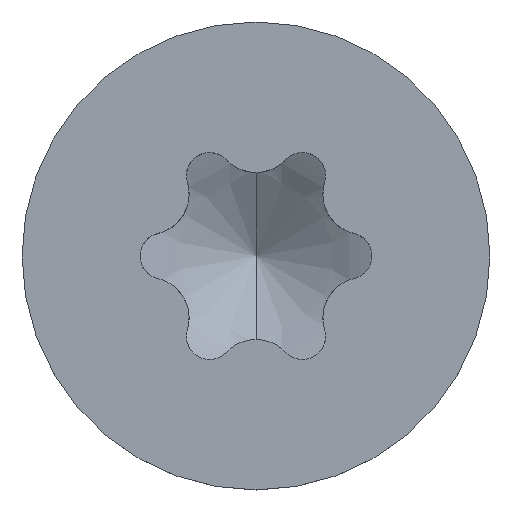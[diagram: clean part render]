
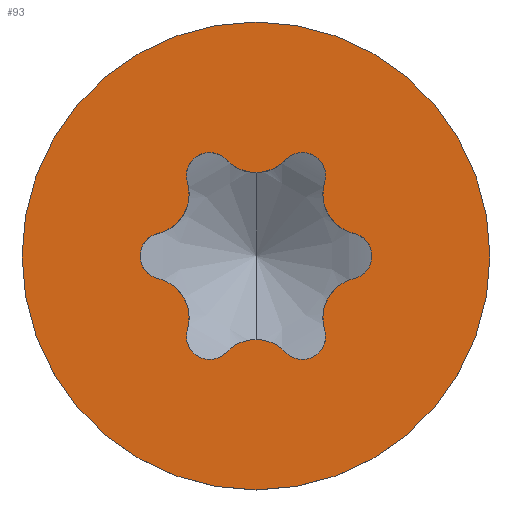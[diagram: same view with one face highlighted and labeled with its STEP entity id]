
A CAD part, top view. The second image highlights one B-rep face of the part: STEP entity #93.
In plain terms, the highlighted planar face has unit normal (0, 0, 1).
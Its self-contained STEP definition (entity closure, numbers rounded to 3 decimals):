
#93=ADVANCED_FACE('',(#196,#197),#198,.F.);
#196=FACE_OUTER_BOUND('',#307,.T.);
#197=FACE_BOUND('',#308,.T.);
#198=PLANE('',#309);
#307=EDGE_LOOP('',(#524,#525));
#308=EDGE_LOOP('',(#526,#527,#528,#529,#530,#531,#532,#533,#534,#535,#536,#537,#538,#539,#540,#541,#542,#543));
#309=AXIS2_PLACEMENT_3D('',#544,#545,#546);
#524=ORIENTED_EDGE('',*,*,#702,.F.);
#525=ORIENTED_EDGE('',*,*,#768,.F.);
#526=ORIENTED_EDGE('',*,*,#686,.F.);
#527=ORIENTED_EDGE('',*,*,#769,.F.);
#528=ORIENTED_EDGE('',*,*,#692,.F.);
#529=ORIENTED_EDGE('',*,*,#770,.T.);
#530=ORIENTED_EDGE('',*,*,#681,.T.);
#531=ORIENTED_EDGE('',*,*,#771,.F.);
#532=ORIENTED_EDGE('',*,*,#745,.T.);
#533=ORIENTED_EDGE('',*,*,#772,.F.);
#534=ORIENTED_EDGE('',*,*,#710,.T.);
#535=ORIENTED_EDGE('',*,*,#763,.T.);
#536=ORIENTED_EDGE('',*,*,#715,.F.);
#537=ORIENTED_EDGE('',*,*,#761,.F.);
#538=ORIENTED_EDGE('',*,*,#705,.F.);
#539=ORIENTED_EDGE('',*,*,#766,.F.);
#540=ORIENTED_EDGE('',*,*,#773,.F.);
#541=ORIENTED_EDGE('',*,*,#774,.F.);
#542=ORIENTED_EDGE('',*,*,#775,.F.);
#543=ORIENTED_EDGE('',*,*,#776,.F.);
#544=CARTESIAN_POINT('',(5.65,5.631,12.0));
#545=DIRECTION('',(0.,0.,-1.0));
#546=DIRECTION('',(1.0,0.,0.0));
#681=EDGE_CURVE('',#804,#808,#810,.T.);
#686=EDGE_CURVE('',#817,#813,#819,.T.);
#692=EDGE_CURVE('',#828,#822,#830,.T.);
#702=EDGE_CURVE('',#844,#841,#846,.T.);
#705=EDGE_CURVE('',#848,#851,#852,.T.);
#710=EDGE_CURVE('',#860,#857,#861,.T.);
#715=EDGE_CURVE('',#866,#869,#870,.T.);
#745=EDGE_CURVE('',#919,#917,#920,.T.);
#761=EDGE_CURVE('',#851,#866,#941,.T.);
#763=EDGE_CURVE('',#857,#869,#943,.T.);
#766=EDGE_CURVE('',#945,#848,#947,.T.);
#768=EDGE_CURVE('',#841,#844,#949,.T.);
#769=EDGE_CURVE('',#822,#817,#950,.T.);
#770=EDGE_CURVE('',#828,#804,#951,.T.);
#771=EDGE_CURVE('',#919,#808,#952,.T.);
#772=EDGE_CURVE('',#860,#917,#953,.T.);
#773=EDGE_CURVE('',#954,#945,#955,.T.);
#774=EDGE_CURVE('',#956,#954,#957,.T.);
#775=EDGE_CURVE('',#958,#956,#959,.T.);
#776=EDGE_CURVE('',#813,#958,#960,.T.);
#804=VERTEX_POINT('',#988);
#808=VERTEX_POINT('',#1020);
#810=CIRCLE('',#1023,0.56);
#813=VERTEX_POINT('',#1026);
#817=VERTEX_POINT('',#1058);
#819=CIRCLE('',#1061,0.56);
#822=VERTEX_POINT('',#1064);
#828=VERTEX_POINT('',#1074);
#830=CIRCLE('',#1077,0.98);
#841=VERTEX_POINT('',#1090);
#844=VERTEX_POINT('',#1094);
#846=CIRCLE('',#1097,5.65);
#848=VERTEX_POINT('',#1099);
#851=VERTEX_POINT('',#1103);
#852=CIRCLE('',#1104,0.56);
#857=VERTEX_POINT('',#1137);
#860=VERTEX_POINT('',#1141);
#861=CIRCLE('',#1142,0.56);
#866=VERTEX_POINT('',#1175);
#869=VERTEX_POINT('',#1179);
#870=CIRCLE('',#1180,0.98);
#917=VERTEX_POINT('',#1334);
#919=VERTEX_POINT('',#1337);
#920=CIRCLE('',#1338,0.56);
#941=CIRCLE('',#1453,0.98);
#943=CIRCLE('',#1455,0.56);
#945=VERTEX_POINT('',#1457);
#947=CIRCLE('',#1460,0.56);
#949=CIRCLE('',#1462,5.65);
#950=CIRCLE('',#1463,0.98);
#951=CIRCLE('',#1464,0.56);
#952=CIRCLE('',#1465,0.98);
#953=CIRCLE('',#1466,0.98);
#954=VERTEX_POINT('',#1467);
#955=CIRCLE('',#1468,0.98);
#956=VERTEX_POINT('',#1469);
#957=CIRCLE('',#1470,0.56);
#958=VERTEX_POINT('',#1471);
#959=CIRCLE('',#1472,0.98);
#960=CIRCLE('',#1473,0.56);
#988=CARTESIAN_POINT('',(4.53,3.131,12.0));
#1020=CARTESIAN_POINT('',(3.994,3.851,12.0));
#1023=AXIS2_PLACEMENT_3D('',#1504,#1505,#1506);
#1026=CARTESIAN_POINT('',(6.77,3.131,12.0));
#1058=CARTESIAN_POINT('',(6.363,3.306,12.0));
#1061=AXIS2_PLACEMENT_3D('',#1509,#1510,#1511);
#1064=CARTESIAN_POINT('',(5.65,3.614,12.0));
#1074=CARTESIAN_POINT('',(4.937,3.306,12.0));
#1077=AXIS2_PLACEMENT_3D('',#1517,#1518,#1519);
#1090=CARTESIAN_POINT('',(11.3,5.631,12.0));
#1094=CARTESIAN_POINT('',(0.0,5.631,12.0));
#1097=AXIS2_PLACEMENT_3D('',#1533,#1534,#1535);
#1099=CARTESIAN_POINT('',(6.77,8.131,12.0));
#1103=CARTESIAN_POINT('',(6.363,7.955,12.0));
#1104=AXIS2_PLACEMENT_3D('',#1537,#1538,#1539);
#1137=CARTESIAN_POINT('',(4.53,8.131,12.0));
#1141=CARTESIAN_POINT('',(3.994,7.41,12.0));
#1142=AXIS2_PLACEMENT_3D('',#1542,#1543,#1544);
#1175=CARTESIAN_POINT('',(5.65,7.648,12.0));
#1179=CARTESIAN_POINT('',(4.937,7.955,12.0));
#1180=AXIS2_PLACEMENT_3D('',#1547,#1548,#1549);
#1334=CARTESIAN_POINT('',(3.281,6.176,12.0));
#1337=CARTESIAN_POINT('',(3.281,5.086,12.0));
#1338=AXIS2_PLACEMENT_3D('',#1580,#1581,#1582);
#1453=AXIS2_PLACEMENT_3D('',#1599,#1600,#1601);
#1455=AXIS2_PLACEMENT_3D('',#1602,#1603,#1604);
#1457=CARTESIAN_POINT('',(7.306,7.41,12.0));
#1460=AXIS2_PLACEMENT_3D('',#1606,#1607,#1608);
#1462=AXIS2_PLACEMENT_3D('',#1609,#1610,#1611);
#1463=AXIS2_PLACEMENT_3D('',#1612,#1613,#1614);
#1464=AXIS2_PLACEMENT_3D('',#1615,#1616,#1617);
#1465=AXIS2_PLACEMENT_3D('',#1618,#1619,#1620);
#1466=AXIS2_PLACEMENT_3D('',#1621,#1622,#1623);
#1467=CARTESIAN_POINT('',(8.019,6.176,12.0));
#1468=AXIS2_PLACEMENT_3D('',#1624,#1625,#1626);
#1469=CARTESIAN_POINT('',(8.019,5.086,12.0));
#1470=AXIS2_PLACEMENT_3D('',#1627,#1628,#1629);
#1471=CARTESIAN_POINT('',(7.306,3.851,12.0));
#1472=AXIS2_PLACEMENT_3D('',#1630,#1631,#1632);
#1473=AXIS2_PLACEMENT_3D('',#1633,#1634,#1635);
#1504=CARTESIAN_POINT('',(4.53,3.691,12.0));
#1505=DIRECTION('',(0.0,0.0,-1.0));
#1506=DIRECTION('',(-1.0,0.0,0.0));
#1509=CARTESIAN_POINT('',(6.77,3.691,12.0));
#1510=DIRECTION('',(0.0,0.0,1.0));
#1511=DIRECTION('',(-1.0,0.0,0.0));
#1517=CARTESIAN_POINT('',(5.65,2.634,12.0));
#1518=DIRECTION('',(0.0,0.0,-1.0));
#1519=DIRECTION('',(-1.0,0.0,0.0));
#1533=CARTESIAN_POINT('',(5.65,5.631,12.0));
#1534=DIRECTION('',(0.0,0.0,-1.0));
#1535=DIRECTION('',(-1.0,0.0,0.0));
#1537=CARTESIAN_POINT('',(6.77,7.571,12.0));
#1538=DIRECTION('',(0.0,0.0,1.0));
#1539=DIRECTION('',(-1.0,0.0,0.0));
#1542=CARTESIAN_POINT('',(4.53,7.571,12.0));
#1543=DIRECTION('',(0.0,0.0,-1.0));
#1544=DIRECTION('',(-1.0,0.0,0.0));
#1547=CARTESIAN_POINT('',(5.65,8.628,12.0));
#1548=DIRECTION('',(0.0,0.0,-1.0));
#1549=DIRECTION('',(-1.0,0.0,0.0));
#1580=CARTESIAN_POINT('',(3.41,5.631,12.0));
#1581=DIRECTION('',(0.0,0.0,-1.0));
#1582=DIRECTION('',(-1.0,0.0,0.0));
#1599=CARTESIAN_POINT('',(5.65,8.628,12.0));
#1600=DIRECTION('',(0.0,0.0,-1.0));
#1601=DIRECTION('',(-1.0,0.0,0.0));
#1602=CARTESIAN_POINT('',(4.53,7.571,12.0));
#1603=DIRECTION('',(0.0,0.0,-1.0));
#1604=DIRECTION('',(-1.0,0.0,0.0));
#1606=CARTESIAN_POINT('',(6.77,7.571,12.0));
#1607=DIRECTION('',(0.0,0.0,1.0));
#1608=DIRECTION('',(-1.0,0.0,0.0));
#1609=CARTESIAN_POINT('',(5.65,5.631,12.0));
#1610=DIRECTION('',(0.0,0.0,-1.0));
#1611=DIRECTION('',(-1.0,0.0,0.0));
#1612=CARTESIAN_POINT('',(5.65,2.634,12.0));
#1613=DIRECTION('',(0.0,0.0,-1.0));
#1614=DIRECTION('',(-1.0,0.0,0.0));
#1615=CARTESIAN_POINT('',(4.53,3.691,12.0));
#1616=DIRECTION('',(0.0,0.0,-1.0));
#1617=DIRECTION('',(-1.0,0.0,0.0));
#1618=CARTESIAN_POINT('',(3.055,4.132,12.0));
#1619=DIRECTION('',(0.0,0.0,-1.0));
#1620=DIRECTION('',(-1.0,0.0,0.0));
#1621=CARTESIAN_POINT('',(3.055,7.129,12.0));
#1622=DIRECTION('',(0.0,0.0,-1.0));
#1623=DIRECTION('',(-1.0,0.0,0.0));
#1624=CARTESIAN_POINT('',(8.245,7.129,12.0));
#1625=DIRECTION('',(0.0,0.0,-1.0));
#1626=DIRECTION('',(-1.0,0.0,0.0));
#1627=CARTESIAN_POINT('',(7.89,5.631,12.0));
#1628=DIRECTION('',(0.0,0.0,1.0));
#1629=DIRECTION('',(-1.0,0.0,0.0));
#1630=CARTESIAN_POINT('',(8.245,4.132,12.0));
#1631=DIRECTION('',(0.0,0.0,-1.0));
#1632=DIRECTION('',(-1.0,0.0,0.0));
#1633=CARTESIAN_POINT('',(6.77,3.691,12.0));
#1634=DIRECTION('',(0.0,0.0,1.0));
#1635=DIRECTION('',(-1.0,0.0,0.0));
